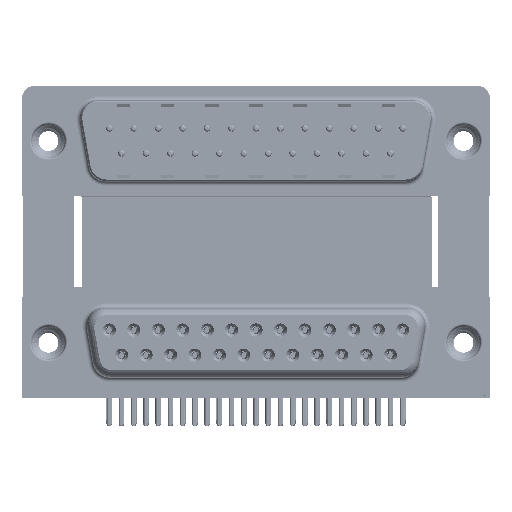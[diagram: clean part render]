
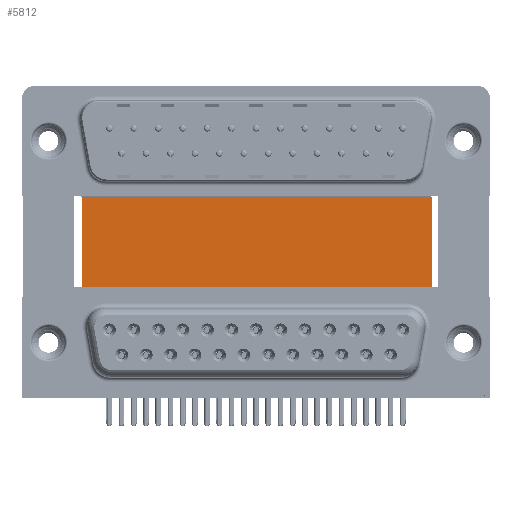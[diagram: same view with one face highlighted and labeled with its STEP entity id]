
A CAD part, top view. The second image highlights one B-rep face of the part: STEP entity #5812.
In plain terms, the highlighted planar face has unit normal (0, 0, 1).
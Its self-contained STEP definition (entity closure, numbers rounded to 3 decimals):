
#210 = VECTOR ( 'NONE', #28997, 1000. ) ;
#359 = CARTESIAN_POINT ( 'NONE',  ( 43.43, 16.585, -12. ) ) ;
#940 = DIRECTION ( 'NONE',  ( 0., -1., 0. ) ) ;
#5812 = ADVANCED_FACE ( 'NONE', ( #52704 ), #8368, .F. ) ;
#8368 = PLANE ( 'NONE',  #17886 ) ;
#8483 = EDGE_CURVE ( 'NONE', #44359, #21521, #35305, .T. ) ;
#12355 = VECTOR ( 'NONE', #43953, 1000. ) ;
#12666 = CARTESIAN_POINT ( 'NONE',  ( 3.79, 16.585, -12. ) ) ;
#12723 = DIRECTION ( 'NONE',  ( -1., 0., 0. ) ) ;
#16629 = VERTEX_POINT ( 'NONE', #49619 ) ;
#17886 = AXIS2_PLACEMENT_3D ( 'NONE', #30998, #26628, #12723 ) ;
#20577 = CARTESIAN_POINT ( 'NONE',  ( 3.79, 16.585, -12. ) ) ;
#21521 = VERTEX_POINT ( 'NONE', #29021 ) ;
#21768 = VECTOR ( 'NONE', #56420, 1000. ) ;
#23723 = ORIENTED_EDGE ( 'NONE', *, *, #8483, .T. ) ;
#25658 = CARTESIAN_POINT ( 'NONE',  ( 3.79, 16.585, -12. ) ) ;
#26628 = DIRECTION ( 'NONE',  ( 0., 0., -1. ) ) ;
#28997 = DIRECTION ( 'NONE',  ( 1., 0., 0. ) ) ;
#29021 = CARTESIAN_POINT ( 'NONE',  ( 3.79, -3.735, -12. ) ) ;
#30221 = ORIENTED_EDGE ( 'NONE', *, *, #42241, .T. ) ;
#30998 = CARTESIAN_POINT ( 'NONE',  ( 3.79, 16.585, -12. ) ) ;
#33158 = VERTEX_POINT ( 'NONE', #53287 ) ;
#35305 = LINE ( 'NONE', #12666, #21768 ) ;
#36705 = ORIENTED_EDGE ( 'NONE', *, *, #51410, .F. ) ;
#39119 = VECTOR ( 'NONE', #940, 1000. ) ;
#42047 = LINE ( 'NONE', #20577, #12355 ) ;
#42241 = EDGE_CURVE ( 'NONE', #21521, #33158, #46348, .T. ) ;
#42538 = ORIENTED_EDGE ( 'NONE', *, *, #50504, .F. ) ;
#43953 = DIRECTION ( 'NONE',  ( 1., 0., 0. ) ) ;
#44359 = VERTEX_POINT ( 'NONE', #25658 ) ;
#44595 = EDGE_LOOP ( 'NONE', ( #30221, #42538, #36705, #23723 ) ) ;
#46060 = CARTESIAN_POINT ( 'NONE',  ( 3.79, -3.735, -12. ) ) ;
#46348 = LINE ( 'NONE', #46060, #210 ) ;
#49338 = LINE ( 'NONE', #359, #39119 ) ;
#49619 = CARTESIAN_POINT ( 'NONE',  ( 43.43, 16.585, -12. ) ) ;
#50504 = EDGE_CURVE ( 'NONE', #16629, #33158, #49338, .T. ) ;
#51410 = EDGE_CURVE ( 'NONE', #44359, #16629, #42047, .T. ) ;
#52704 = FACE_OUTER_BOUND ( 'NONE', #44595, .T. ) ;
#53287 = CARTESIAN_POINT ( 'NONE',  ( 43.43, -3.735, -12. ) ) ;
#56420 = DIRECTION ( 'NONE',  ( 0., -1., 0. ) ) ;
